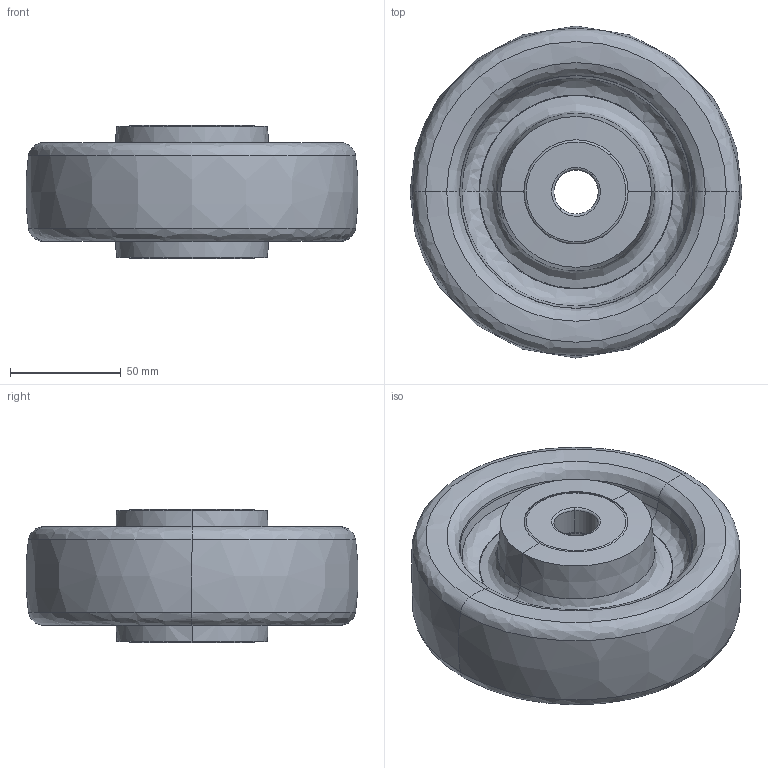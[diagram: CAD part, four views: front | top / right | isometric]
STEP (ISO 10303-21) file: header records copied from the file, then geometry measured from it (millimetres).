
FILE_DESCRIPTION (( 'STEP AP214' ), '1' );
FILE_NAME ('0014377.step', '2022-05-18T11:01:44', ( '' ), ( '' ), 'SwSTEP 2.0', 'SolidWorks 2020', '' );
FILE_SCHEMA (( 'AUTOMOTIVE_DESIGN' ));
Length unit declared in the file: millimetre
Products named in the file (1): 0014377
Bounding box: 149.73 x 149.73 x 60 mm (x, y, z)
Volume: 629372 mm3; surface area: 84412.1 mm2
Topology: 3 solids, 3 shells, 76 faces, 152 edges, 84 vertices
Faces by surface type: bspline 26, torus 16, cone 16, cylinder 10, plane 8
Entity records: 3624 total; most frequent: CARTESIAN_POINT 1183, DIRECTION 364, ORIENTED_EDGE 304, AXIS2_PLACEMENT_3D 169, EDGE_CURVE 152, CIRCLE 118, EDGE_LOOP 84, VERTEX_POINT 84
